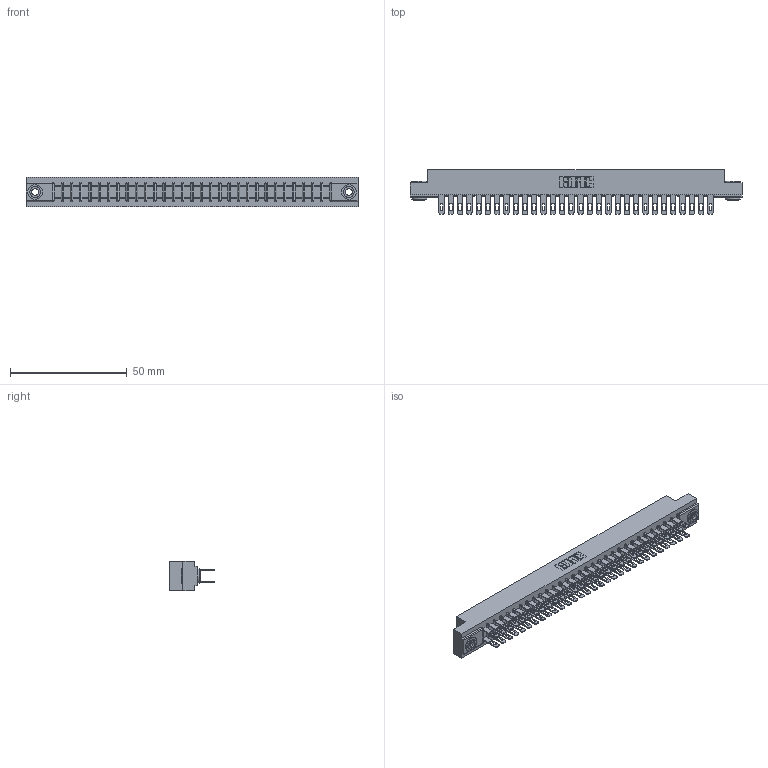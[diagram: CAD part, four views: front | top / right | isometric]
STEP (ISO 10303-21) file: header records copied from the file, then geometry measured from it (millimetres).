
FILE_DESCRIPTION (( 'STEP AP203' ), '1' );
FILE_NAME ('357-060-500-203.STEP', '2019-09-19T05:51:03', ( '' ), ( '' ), 'SwSTEP 2.0', 'SolidWorks 2016', '' );
FILE_SCHEMA (( 'CONFIG_CONTROL_DESIGN' ));
Length unit declared in the file: inch
Products named in the file (4): 345-250-002_345-250-002-102; 307-290-001_500; 307 Part_.156 Dia Mounting Holes; 357-060-500-203
Assembly tree (63 placements, depth 2):
  357-060-500-203
    307 Part_.156 Dia Mounting Holes
    307-290-001_500  x60
    345-250-002_345-250-002-102  x2
Bounding box: 141.88 x 19.18 x 12.7 mm (x, y, z)
Volume: 15175.9 mm3; surface area: 19531.7 mm2
Topology: 63 solids, 63 shells, 2961 faces, 8235 edges, 5322 vertices
Faces by surface type: plane 1894, cylinder 997, sphere 62, cone 8
Entity records: 29197 total; most frequent: CARTESIAN_POINT 4759, ORIENTED_EDGE 4706, DIRECTION 4683, EDGE_CURVE 2353, VECTOR 1791, LINE 1791, VERTEX_POINT 1522, AXIS2_PLACEMENT_3D 1446
